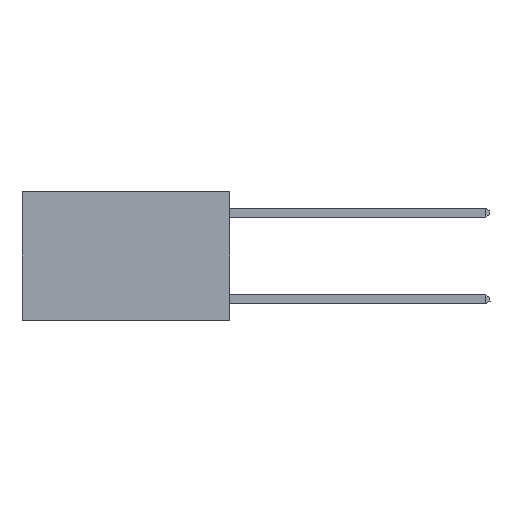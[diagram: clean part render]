
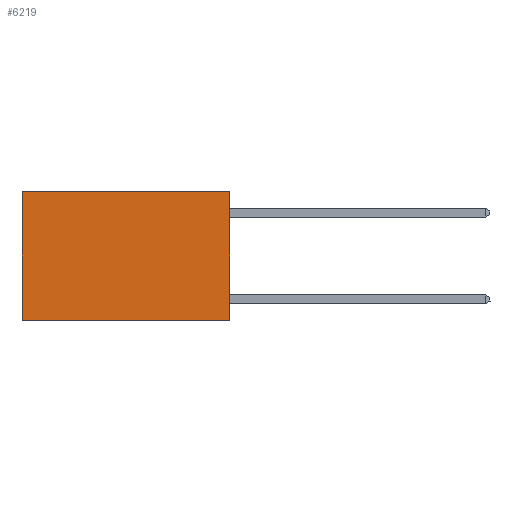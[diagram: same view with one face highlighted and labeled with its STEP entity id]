
A CAD part, left-side view. The second image highlights one B-rep face of the part: STEP entity #6219.
In plain terms, the highlighted planar face has unit normal (-1, 0, 0).
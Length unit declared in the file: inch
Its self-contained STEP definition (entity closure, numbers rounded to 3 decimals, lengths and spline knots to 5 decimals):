
#1105 = VECTOR ( 'NONE', #6614, 39.37008 ) ;
#1282 = CARTESIAN_POINT ( 'NONE',  ( 0.2625, 0., -0.37 ) ) ;
#1675 = EDGE_CURVE ( 'NONE', #2893, #2436, #9204, .T. ) ;
#2166 = VECTOR ( 'NONE', #7762, 39.37008 ) ;
#2205 = DIRECTION ( 'NONE',  ( 0., 1., 0. ) ) ;
#2436 = VERTEX_POINT ( 'NONE', #3000 ) ;
#2832 = EDGE_CURVE ( 'NONE', #10051, #2893, #9299, .T. ) ;
#2893 = VERTEX_POINT ( 'NONE', #4156 ) ;
#3000 = CARTESIAN_POINT ( 'NONE',  ( 0.2625, 0.6, -0.37 ) ) ;
#3219 = EDGE_CURVE ( 'NONE', #10051, #5100, #7426, .T. ) ;
#3848 = ORIENTED_EDGE ( 'NONE', *, *, #3219, .T. ) ;
#4156 = CARTESIAN_POINT ( 'NONE',  ( 0.2625, 0., -0.37 ) ) ;
#4707 = AXIS2_PLACEMENT_3D ( 'NONE', #10006, #9365, #4982 ) ;
#4982 = DIRECTION ( 'NONE',  ( 0., 0., -1. ) ) ;
#5100 = VERTEX_POINT ( 'NONE', #6109 ) ;
#5117 = FACE_OUTER_BOUND ( 'NONE', #5599, .T. ) ;
#5599 = EDGE_LOOP ( 'NONE', ( #6706, #9072, #6701, #3848 ) ) ;
#5747 = CARTESIAN_POINT ( 'NONE',  ( 0.2625, 0., 0. ) ) ;
#6109 = CARTESIAN_POINT ( 'NONE',  ( 0.2625, 0.6, 0. ) ) ;
#6219 = ADVANCED_FACE ( 'NONE', ( #5117 ), #7375, .F. ) ;
#6365 = EDGE_CURVE ( 'NONE', #5100, #2436, #9848, .T. ) ;
#6614 = DIRECTION ( 'NONE',  ( 0., 0., -1. ) ) ;
#6701 = ORIENTED_EDGE ( 'NONE', *, *, #2832, .F. ) ;
#6706 = ORIENTED_EDGE ( 'NONE', *, *, #6365, .T. ) ;
#7375 = PLANE ( 'NONE',  #4707 ) ;
#7426 = LINE ( 'NONE', #8845, #8767 ) ;
#7455 = VECTOR ( 'NONE', #2205, 39.37008 ) ;
#7762 = DIRECTION ( 'NONE',  ( 0., 0., -1. ) ) ;
#8710 = CARTESIAN_POINT ( 'NONE',  ( 0.2625, 0., 0. ) ) ;
#8767 = VECTOR ( 'NONE', #9504, 39.37008 ) ;
#8845 = CARTESIAN_POINT ( 'NONE',  ( 0.2625, 0., 0. ) ) ;
#9072 = ORIENTED_EDGE ( 'NONE', *, *, #1675, .F. ) ;
#9204 = LINE ( 'NONE', #1282, #7455 ) ;
#9299 = LINE ( 'NONE', #5747, #1105 ) ;
#9365 = DIRECTION ( 'NONE',  ( 1., 0., 0. ) ) ;
#9504 = DIRECTION ( 'NONE',  ( 0., 1., 0. ) ) ;
#9757 = CARTESIAN_POINT ( 'NONE',  ( 0.2625, 0.6, 0. ) ) ;
#9848 = LINE ( 'NONE', #9757, #2166 ) ;
#10006 = CARTESIAN_POINT ( 'NONE',  ( 0.2625, 0., 0. ) ) ;
#10051 = VERTEX_POINT ( 'NONE', #8710 ) ;
